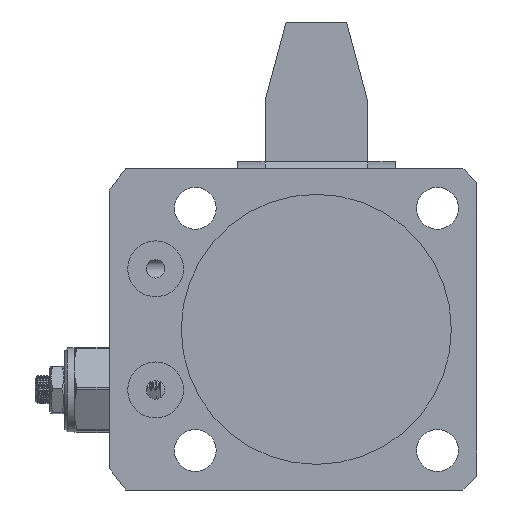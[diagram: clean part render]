
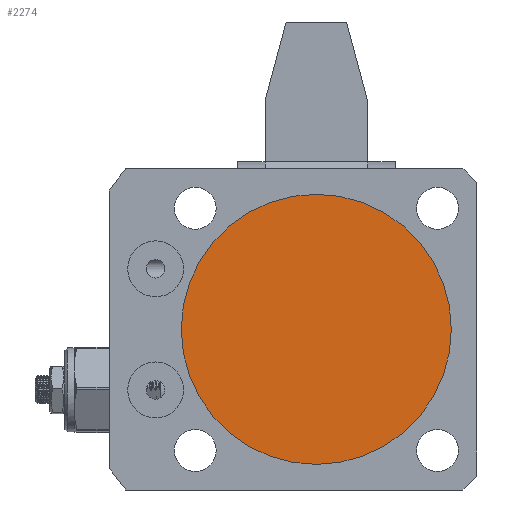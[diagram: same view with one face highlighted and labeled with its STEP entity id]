
A CAD part, front view. The second image highlights one B-rep face of the part: STEP entity #2274.
In plain terms, the highlighted planar face has unit normal (0, -1, 0).
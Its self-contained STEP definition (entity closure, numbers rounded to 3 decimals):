
#1099 = DIRECTION ( 'NONE',  ( 0., 1., 0. ) ) ;
#1401 = AXIS2_PLACEMENT_3D ( 'NONE', #27886, #1099, #32421 ) ;
#2274 = ADVANCED_FACE ( 'NONE', ( #46210 ), #43557, .T. ) ;
#4049 = CIRCLE ( 'NONE', #25289, 29. ) ;
#5670 = VERTEX_POINT ( 'NONE', #16348 ) ;
#6878 = EDGE_CURVE ( 'NONE', #5670, #50491, #4049, .T. ) ;
#13642 = EDGE_CURVE ( 'NONE', #50491, #5670, #51831, .T. ) ;
#16348 = CARTESIAN_POINT ( 'NONE',  ( 0., -65., 29. ) ) ;
#16603 = DIRECTION ( 'NONE',  ( 0., -1., 0. ) ) ;
#19782 = ORIENTED_EDGE ( 'NONE', *, *, #13642, .F. ) ;
#20927 = CARTESIAN_POINT ( 'NONE',  ( 29., -65., 0. ) ) ;
#21465 = CARTESIAN_POINT ( 'NONE',  ( 0., -65., 0. ) ) ;
#25289 = AXIS2_PLACEMENT_3D ( 'NONE', #21465, #52941, #25940 ) ;
#25940 = DIRECTION ( 'NONE',  ( 0., 0., 1. ) ) ;
#27480 = EDGE_LOOP ( 'NONE', ( #52927, #19782 ) ) ;
#27886 = CARTESIAN_POINT ( 'NONE',  ( 0., -65., 0. ) ) ;
#30952 = AXIS2_PLACEMENT_3D ( 'NONE', #20927, #16603, #48086 ) ;
#32421 = DIRECTION ( 'NONE',  ( 0., 0., 1. ) ) ;
#43557 = PLANE ( 'NONE',  #30952 ) ;
#46210 = FACE_OUTER_BOUND ( 'NONE', #27480, .T. ) ;
#47256 = CARTESIAN_POINT ( 'NONE',  ( 0., -65., -29. ) ) ;
#48086 = DIRECTION ( 'NONE',  ( 0., 0., -1. ) ) ;
#50491 = VERTEX_POINT ( 'NONE', #47256 ) ;
#51831 = CIRCLE ( 'NONE', #1401, 29. ) ;
#52927 = ORIENTED_EDGE ( 'NONE', *, *, #6878, .F. ) ;
#52941 = DIRECTION ( 'NONE',  ( 0., 1., 0. ) ) ;
